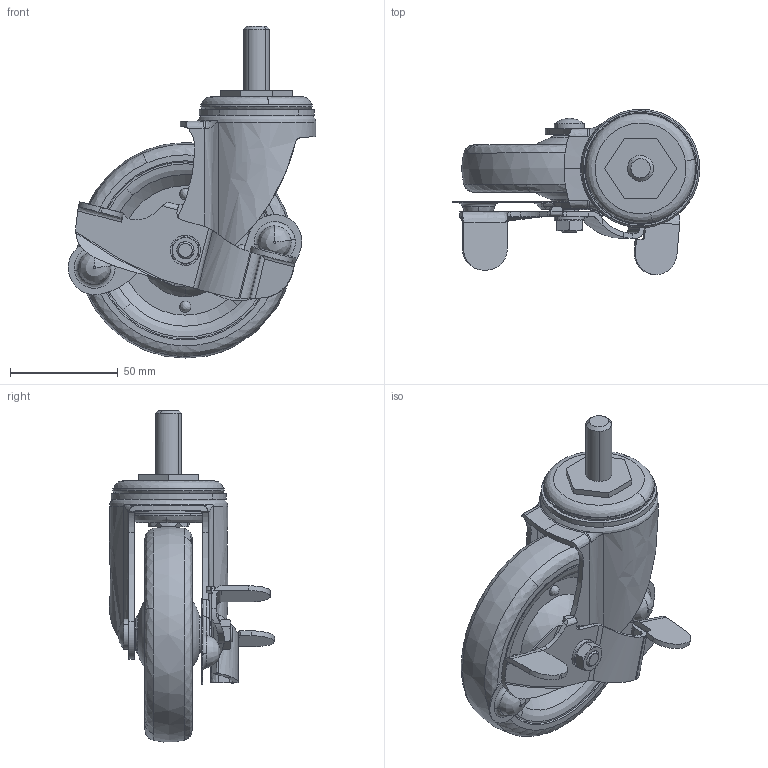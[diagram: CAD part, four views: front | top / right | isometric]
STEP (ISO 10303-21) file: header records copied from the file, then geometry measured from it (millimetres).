
FILE_DESCRIPTION((''),'2;1');
FILE_NAME('','2006-01-18T13:25:12',(''),(''),'','CADfix','');
FILE_SCHEMA(('AUTOMOTIVE_DESIGN'));
Length unit declared in the file: millimetre
Products named in the file (7): wheel; plate; main shaft; lever; body; axle; No_307S_9606_36
Assembly tree (6 placements, depth 2):
  No_307S_9606_36
    wheel
    plate
    main shaft
    lever
    body
    axle
Bounding box: 114.71 x 76.54 x 153.9 mm (x, y, z)
Volume: 198247.5 mm3; surface area: 66527.8 mm2
Topology: 6 solids, 6 shells, 344 faces, 1133 edges, 830 vertices
Faces by surface type: bspline 344
Entity records: 18933 total; most frequent: CARTESIAN_POINT 12164, ORIENTED_EDGE 2262, EDGE_CURVE 1131, VERTEX_POINT 830, B_SPLINE_CURVE_WITH_KNOTS 804, EDGE_LOOP 387, FACE_OUTER_BOUND 344, ADVANCED_FACE 344
